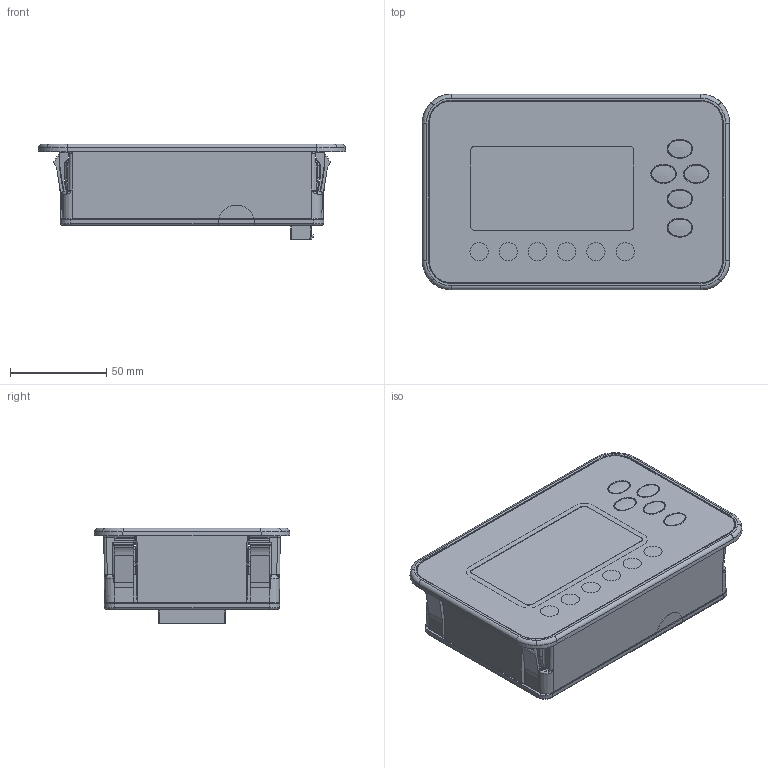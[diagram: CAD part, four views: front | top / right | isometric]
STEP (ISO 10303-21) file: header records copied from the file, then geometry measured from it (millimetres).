
FILE_DESCRIPTION (( 'STEP AP203' ), '1' );
FILE_NAME ('17704700 Rev B_Outline for 3501 Gage.STEP', '2014-04-03T06:27:03', ( 'CN209' ), ( 'Curtis' ), 'SwSTEP 2.0', 'SolidWorks 2012', '' );
FILE_SCHEMA (( 'CONFIG_CONTROL_DESIGN' ));
Length unit declared in the file: millimetre
Products named in the file (1): 17704700 Rev B_Outline for 3501 Gage
Bounding box: 159.85 x 101.9 x 49.69 mm (x, y, z)
Surface area: 70220 mm2 (no closed solid volume)
Topology: 0 solids, 141 shells, 1057 faces, 4229 edges, 3321 vertices
Faces by surface type: plane 518, cylinder 249, bspline 175, cone 73, torus 28, sphere 14
Entity records: 60116 total; most frequent: CARTESIAN_POINT 28243, ORIENTED_EDGE 6223, DIRECTION 5579, EDGE_CURVE 4201, VERTEX_POINT 3321, VECTOR 2053, LINE 2053, AXIS2_PLACEMENT_3D 1763
